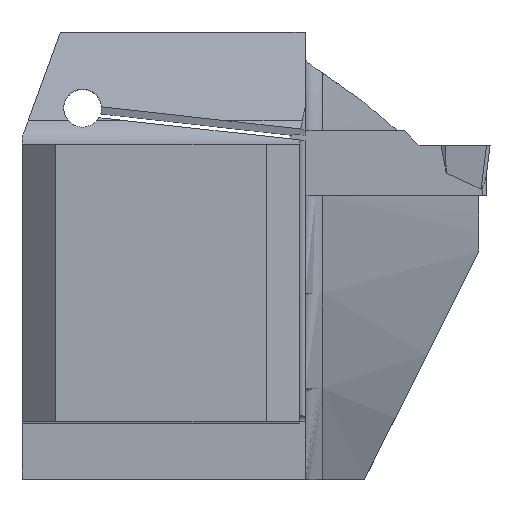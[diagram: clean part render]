
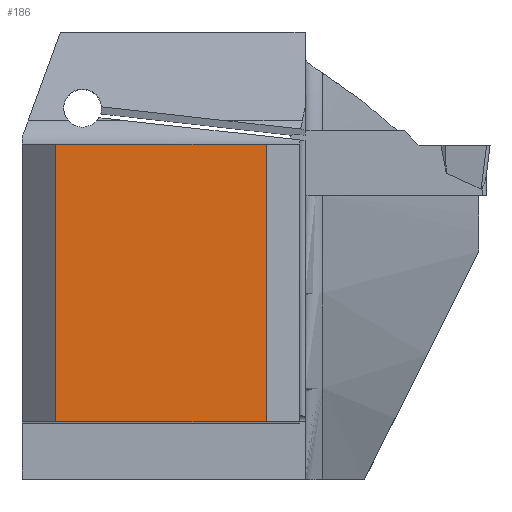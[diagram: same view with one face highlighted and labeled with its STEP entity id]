
A CAD part, top view. The second image highlights one B-rep face of the part: STEP entity #186.
In plain terms, the highlighted planar face has unit normal (0, 0, 1).
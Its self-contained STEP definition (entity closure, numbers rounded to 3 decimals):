
#123=PLANE('',#1693);
#186=ADVANCED_FACE('CU_BACK_SU1',(#277),#123,.F.);
#277=FACE_OUTER_BOUND('',#353,.T.);
#353=EDGE_LOOP('',(#634,#635,#636,#637));
#634=ORIENTED_EDGE('',*,*,#1170,.F.);
#635=ORIENTED_EDGE('',*,*,#1171,.F.);
#636=ORIENTED_EDGE('',*,*,#1172,.T.);
#637=ORIENTED_EDGE('',*,*,#1168,.T.);
#995=VERTEX_POINT('',#2544);
#996=VERTEX_POINT('',#2546);
#997=VERTEX_POINT('',#2550);
#998=VERTEX_POINT('',#2552);
#1168=EDGE_CURVE('',#996,#995,#1340,.T.);
#1170=EDGE_CURVE('',#997,#995,#1342,.T.);
#1171=EDGE_CURVE('',#998,#997,#1343,.T.);
#1172=EDGE_CURVE('',#998,#996,#1344,.T.);
#1340=LINE('',#2545,#1490);
#1342=LINE('',#2549,#1492);
#1343=LINE('',#2551,#1493);
#1344=LINE('',#2553,#1494);
#1490=VECTOR('',#1960,1.);
#1492=VECTOR('',#1964,1.);
#1493=VECTOR('',#1965,1.);
#1494=VECTOR('',#1966,1.);
#1693=AXIS2_PLACEMENT_3D('',#2554,#1967,#1968);
#1960=DIRECTION('',(1.,0.,0.));
#1964=DIRECTION('',(0.,-1.,0.));
#1965=DIRECTION('',(1.,0.,0.));
#1966=DIRECTION('',(0.,-1.,0.));
#1967=DIRECTION('',(0.,0.,-1.));
#1968=DIRECTION('',(1.,0.,0.));
#2544=CARTESIAN_POINT('',(21.925,0.,0.));
#2545=CARTESIAN_POINT('',(110.,0.,0.));
#2546=CARTESIAN_POINT('',(3.,0.,0.));
#2549=CARTESIAN_POINT('',(21.925,0.,0.));
#2550=CARTESIAN_POINT('',(21.925,24.925,0.));
#2551=CARTESIAN_POINT('',(110.,24.925,0.));
#2552=CARTESIAN_POINT('',(3.,24.925,0.));
#2553=CARTESIAN_POINT('',(3.,0.,0.));
#2554=CARTESIAN_POINT('',(-23.246,44.925,0.));
